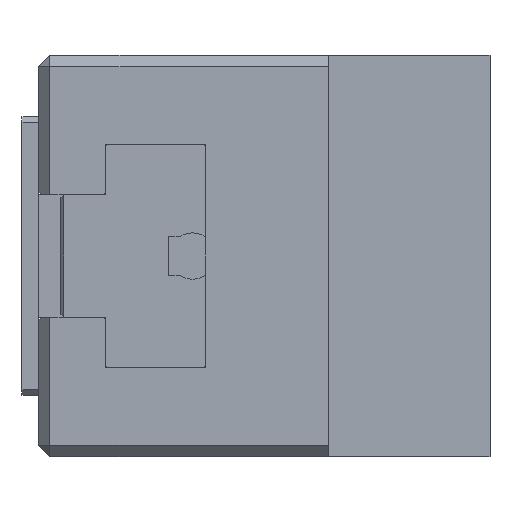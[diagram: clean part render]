
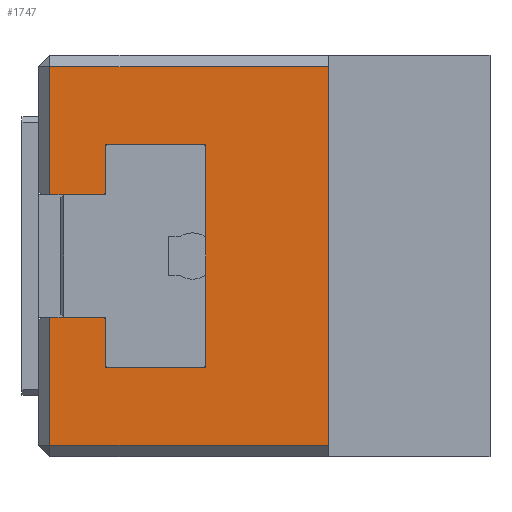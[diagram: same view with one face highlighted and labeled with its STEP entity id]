
A CAD part, left-side view. The second image highlights one B-rep face of the part: STEP entity #1747.
In plain terms, the highlighted planar face has unit normal (-1, 0, 0).
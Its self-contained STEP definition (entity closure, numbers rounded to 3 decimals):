
#1616 = VERTEX_POINT ( 'NONE', #8078 ) ;
#1617 = VERTEX_POINT ( 'NONE', #8077 ) ;
#1618 = ORIENTED_EDGE ( 'NONE', *, *, #1631, .F. ) ;
#1620 = EDGE_LOOP ( 'NONE', ( #1618, #1674, #1681, #1630, #1683, #1686, #1689, #1692, #1695, #1644, #1647, #1724, #1727, #1730 ) ) ;
#1621 = EDGE_CURVE ( 'NONE', #1616, #1675, #8076, .T. ) ;
#1622 = EDGE_CURVE ( 'NONE', #1617, #1729, #8072, .T. ) ;
#1630 = ORIENTED_EDGE ( 'NONE', *, *, #7482, .T. ) ;
#1631 = EDGE_CURVE ( 'NONE', #1616, #1617, #8120, .T. ) ;
#1644 = ORIENTED_EDGE ( 'NONE', *, *, #1645, .T. ) ;
#1645 = EDGE_CURVE ( 'NONE', #1722, #1646, #8151, .T. ) ;
#1646 = VERTEX_POINT ( 'NONE', #8147 ) ;
#1647 = ORIENTED_EDGE ( 'NONE', *, *, #1680, .F. ) ;
#1674 = ORIENTED_EDGE ( 'NONE', *, *, #1621, .T. ) ;
#1675 = VERTEX_POINT ( 'NONE', #8176 ) ;
#1680 = EDGE_CURVE ( 'NONE', #1723, #1646, #8166, .T. ) ;
#1681 = ORIENTED_EDGE ( 'NONE', *, *, #1682, .F. ) ;
#1682 = EDGE_CURVE ( 'NONE', #4623, #1675, #8162, .T. ) ;
#1683 = ORIENTED_EDGE ( 'NONE', *, *, #1684, .T. ) ;
#1684 = EDGE_CURVE ( 'NONE', #7557, #1685, #8158, .T. ) ;
#1685 = VERTEX_POINT ( 'NONE', #8215 ) ;
#1686 = ORIENTED_EDGE ( 'NONE', *, *, #1687, .F. ) ;
#1687 = EDGE_CURVE ( 'NONE', #1688, #1685, #8214, .T. ) ;
#1688 = VERTEX_POINT ( 'NONE', #8210 ) ;
#1689 = ORIENTED_EDGE ( 'NONE', *, *, #1690, .T. ) ;
#1690 = EDGE_CURVE ( 'NONE', #1688, #1691, #8209, .T. ) ;
#1691 = VERTEX_POINT ( 'NONE', #8205 ) ;
#1692 = ORIENTED_EDGE ( 'NONE', *, *, #1693, .T. ) ;
#1693 = EDGE_CURVE ( 'NONE', #1691, #1694, #8204, .T. ) ;
#1694 = VERTEX_POINT ( 'NONE', #8200 ) ;
#1695 = ORIENTED_EDGE ( 'NONE', *, *, #1721, .F. ) ;
#1721 = EDGE_CURVE ( 'NONE', #1722, #1694, #8274, .T. ) ;
#1722 = VERTEX_POINT ( 'NONE', #8270 ) ;
#1723 = VERTEX_POINT ( 'NONE', #8269 ) ;
#1724 = ORIENTED_EDGE ( 'NONE', *, *, #1725, .F. ) ;
#1725 = EDGE_CURVE ( 'NONE', #1726, #1723, #8268, .T. ) ;
#1726 = VERTEX_POINT ( 'NONE', #8264 ) ;
#1727 = ORIENTED_EDGE ( 'NONE', *, *, #1728, .F. ) ;
#1728 = EDGE_CURVE ( 'NONE', #1729, #1726, #8263, .T. ) ;
#1729 = VERTEX_POINT ( 'NONE', #8259 ) ;
#1730 = ORIENTED_EDGE ( 'NONE', *, *, #1622, .F. ) ;
#1747 = ADVANCED_FACE ( 'NONE', ( #8288 ), #8286, .F. ) ;
#4623 = VERTEX_POINT ( 'NONE', #9590 ) ;
#5725 = DIRECTION ( 'NONE',  ( 0., 0., -1. ) ) ;
#5726 = VECTOR ( 'NONE', #5725, 1000. ) ;
#5727 = CARTESIAN_POINT ( 'NONE',  ( -80., 79., 36. ) ) ;
#5728 = LINE ( 'NONE', #5727, #5726 ) ;
#5816 = CARTESIAN_POINT ( 'NONE',  ( -80., 79., -34. ) ) ;
#7482 = EDGE_CURVE ( 'NONE', #4623, #7557, #5728, .T. ) ;
#7557 = VERTEX_POINT ( 'NONE', #5816 ) ;
#8069 = DIRECTION ( 'NONE',  ( 0., -1., 0. ) ) ;
#8070 = VECTOR ( 'NONE', #8069, 1000. ) ;
#8071 = CARTESIAN_POINT ( 'NONE',  ( -80., 51., -20. ) ) ;
#8072 = LINE ( 'NONE', #8071, #8070 ) ;
#8073 = DIRECTION ( 'NONE',  ( 0., 0.707, 0.707 ) ) ;
#8074 = VECTOR ( 'NONE', #8073, 1000. ) ;
#8075 = CARTESIAN_POINT ( 'NONE',  ( -80., 69., -11.5 ) ) ;
#8076 = LINE ( 'NONE', #8075, #8074 ) ;
#8077 = CARTESIAN_POINT ( 'NONE',  ( -80., 69., -20. ) ) ;
#8078 = CARTESIAN_POINT ( 'NONE',  ( -80., 69., -11.5 ) ) ;
#8117 = DIRECTION ( 'NONE',  ( 0., 0., -1. ) ) ;
#8118 = VECTOR ( 'NONE', #8117, 1000. ) ;
#8119 = CARTESIAN_POINT ( 'NONE',  ( -80., 69., -20. ) ) ;
#8120 = LINE ( 'NONE', #8119, #8118 ) ;
#8147 = CARTESIAN_POINT ( 'NONE',  ( -80., 69., 11.5 ) ) ;
#8148 = DIRECTION ( 'NONE',  ( 0., -0.707, 0.707 ) ) ;
#8149 = VECTOR ( 'NONE', #8148, 1000. ) ;
#8150 = CARTESIAN_POINT ( 'NONE',  ( -80., 69.5, 11. ) ) ;
#8151 = LINE ( 'NONE', #8150, #8149 ) ;
#8157 = CARTESIAN_POINT ( 'NONE',  ( -80., 29., -34. ) ) ;
#8158 = LINE ( 'NONE', #8157, #8217 ) ;
#8159 = DIRECTION ( 'NONE',  ( 0., -1., 0. ) ) ;
#8160 = VECTOR ( 'NONE', #8159, 1000. ) ;
#8161 = CARTESIAN_POINT ( 'NONE',  ( -80., 69., -11. ) ) ;
#8162 = LINE ( 'NONE', #8161, #8160 ) ;
#8163 = DIRECTION ( 'NONE',  ( 0., 0., -1. ) ) ;
#8164 = VECTOR ( 'NONE', #8163, 1000. ) ;
#8165 = CARTESIAN_POINT ( 'NONE',  ( -80., 69., 11. ) ) ;
#8166 = LINE ( 'NONE', #8165, #8164 ) ;
#8176 = CARTESIAN_POINT ( 'NONE',  ( -80., 69.5, -11. ) ) ;
#8200 = CARTESIAN_POINT ( 'NONE',  ( -80., 79., 11. ) ) ;
#8201 = DIRECTION ( 'NONE',  ( 0., 0., -1. ) ) ;
#8202 = VECTOR ( 'NONE', #8201, 1000. ) ;
#8203 = CARTESIAN_POINT ( 'NONE',  ( -80., 79., 36. ) ) ;
#8204 = LINE ( 'NONE', #8203, #8202 ) ;
#8205 = CARTESIAN_POINT ( 'NONE',  ( -80., 79., 34. ) ) ;
#8206 = DIRECTION ( 'NONE',  ( 0., 1., 0. ) ) ;
#8207 = VECTOR ( 'NONE', #8206, 1000. ) ;
#8208 = CARTESIAN_POINT ( 'NONE',  ( -80., 81., 34. ) ) ;
#8209 = LINE ( 'NONE', #8208, #8207 ) ;
#8210 = CARTESIAN_POINT ( 'NONE',  ( -80., 29., 34. ) ) ;
#8211 = DIRECTION ( 'NONE',  ( 0., 0., -1. ) ) ;
#8212 = VECTOR ( 'NONE', #8211, 1000. ) ;
#8213 = CARTESIAN_POINT ( 'NONE',  ( -80., 29., 36. ) ) ;
#8214 = LINE ( 'NONE', #8213, #8212 ) ;
#8215 = CARTESIAN_POINT ( 'NONE',  ( -80., 29., -34. ) ) ;
#8216 = DIRECTION ( 'NONE',  ( 0., -1., 0. ) ) ;
#8217 = VECTOR ( 'NONE', #8216, 1000. ) ;
#8259 = CARTESIAN_POINT ( 'NONE',  ( -80., 51., -20. ) ) ;
#8260 = DIRECTION ( 'NONE',  ( 0., 0., 1. ) ) ;
#8261 = VECTOR ( 'NONE', #8260, 1000. ) ;
#8262 = CARTESIAN_POINT ( 'NONE',  ( -80., 51., 20. ) ) ;
#8263 = LINE ( 'NONE', #8262, #8261 ) ;
#8264 = CARTESIAN_POINT ( 'NONE',  ( -80., 51., 20. ) ) ;
#8265 = DIRECTION ( 'NONE',  ( 0., 1., 0. ) ) ;
#8266 = VECTOR ( 'NONE', #8265, 1000. ) ;
#8267 = CARTESIAN_POINT ( 'NONE',  ( -80., 69., 20. ) ) ;
#8268 = LINE ( 'NONE', #8267, #8266 ) ;
#8269 = CARTESIAN_POINT ( 'NONE',  ( -80., 69., 20. ) ) ;
#8270 = CARTESIAN_POINT ( 'NONE',  ( -80., 69.5, 11. ) ) ;
#8271 = DIRECTION ( 'NONE',  ( 0., 1., 0. ) ) ;
#8272 = VECTOR ( 'NONE', #8271, 1000. ) ;
#8273 = CARTESIAN_POINT ( 'NONE',  ( -80., 81., 11. ) ) ;
#8274 = LINE ( 'NONE', #8273, #8272 ) ;
#8282 = DIRECTION ( 'NONE',  ( 0., 1., 0. ) ) ;
#8283 = DIRECTION ( 'NONE',  ( 1., 0., 0. ) ) ;
#8284 = CARTESIAN_POINT ( 'NONE',  ( -80., 29., 36. ) ) ;
#8285 = AXIS2_PLACEMENT_3D ( 'NONE', #8284, #8283, #8282 ) ;
#8286 = PLANE ( 'NONE',  #8285 ) ;
#8288 = FACE_OUTER_BOUND ( 'NONE', #1620, .T. ) ;
#9590 = CARTESIAN_POINT ( 'NONE',  ( -80., 79., -11. ) ) ;
